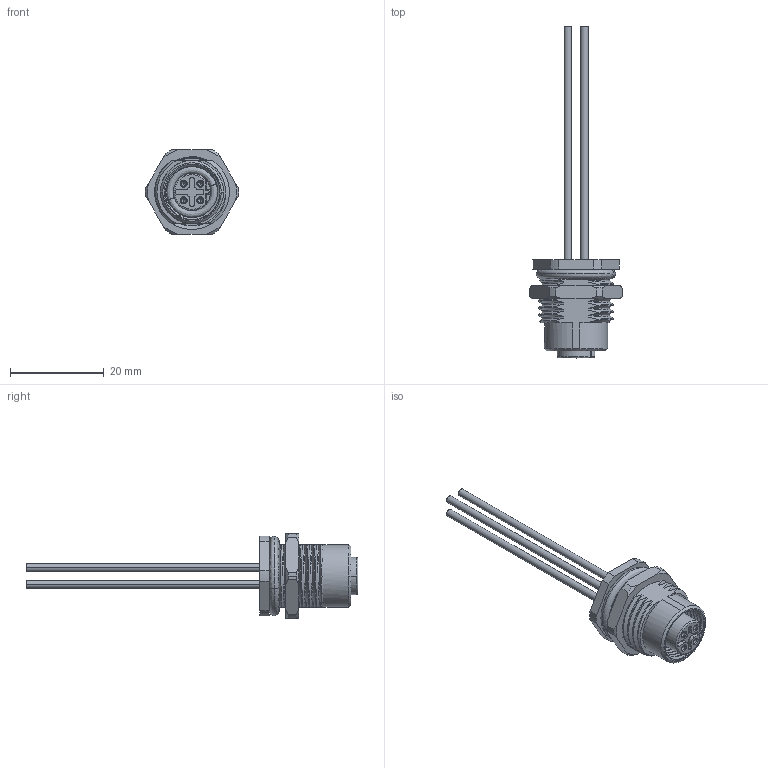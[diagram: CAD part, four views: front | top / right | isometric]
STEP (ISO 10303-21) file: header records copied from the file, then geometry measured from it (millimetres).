
FILE_DESCRIPTION (( 'STEP AP203' ), '1' );
FILE_NAME ('FCF4M12-SB04SSD0002-00.STEP', '2024-08-11T13:32:25', ( '°ü' ), ( '' ), 'SwSTEP 2.0', 'SolidWorks 2023', '' );
FILE_SCHEMA (( 'CONFIG_CONTROL_DESIGN' ));
Length unit declared in the file: millimetre
Products named in the file (1): FCF4M12-SB04SSD0002-00
Bounding box: 20 x 71 x 18 mm (x, y, z)
Volume: 3699.6 mm3; surface area: 4917.4 mm2
Topology: 3 solids, 10 shells, 363 faces, 969 edges, 631 vertices
Faces by surface type: cylinder 144, plane 99, cone 62, bspline 58
Entity records: 27489 total; most frequent: CARTESIAN_POINT 18885, ORIENTED_EDGE 1918, DIRECTION 1656, EDGE_CURVE 959, AXIS2_PLACEMENT_3D 643, VERTEX_POINT 631, EDGE_LOOP 394, VECTOR 370
